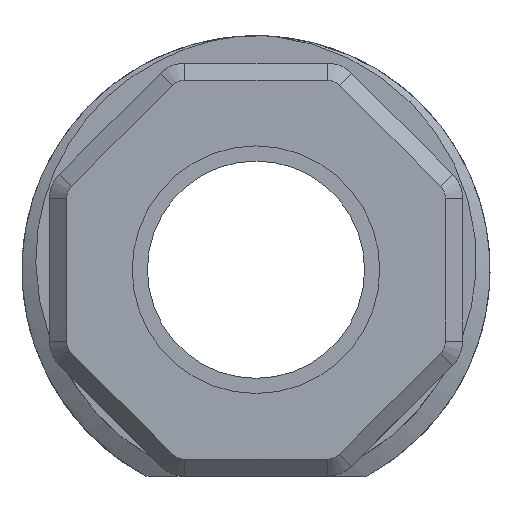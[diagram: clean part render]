
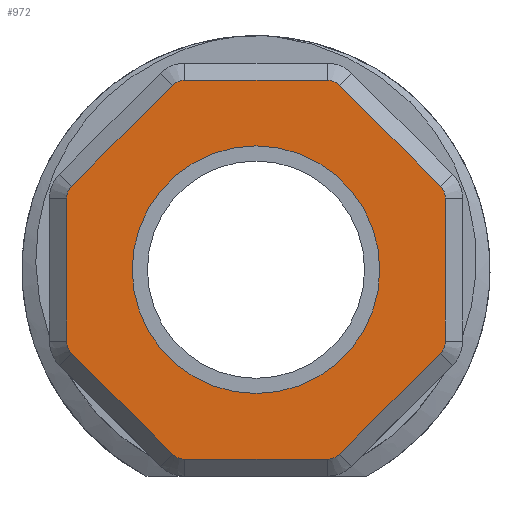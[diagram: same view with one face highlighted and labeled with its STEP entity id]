
A CAD part, front view. The second image highlights one B-rep face of the part: STEP entity #972.
In plain terms, the highlighted planar face has unit normal (0, -1, 0).
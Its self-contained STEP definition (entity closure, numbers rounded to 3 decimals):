
#56=FACE_BOUND('',#205,.T.);
#76=CIRCLE('',#1024,1.);
#78=CIRCLE('',#1028,1.);
#80=CIRCLE('',#1032,1.);
#82=CIRCLE('',#1036,1.);
#84=CIRCLE('',#1040,1.);
#86=CIRCLE('',#1044,1.);
#88=CIRCLE('',#1048,1.);
#90=CIRCLE('',#1052,1.);
#95=CIRCLE('',#1066,7.254);
#145=FACE_OUTER_BOUND('',#204,.T.);
#204=EDGE_LOOP('',(#727,#728,#729,#730,#731,#732,#733,#734,#735,#736,#737,
#738,#739,#740,#741,#742));
#205=EDGE_LOOP('',(#743));
#243=LINE('',#1369,#319);
#248=LINE('',#1383,#324);
#252=LINE('',#1395,#328);
#256=LINE('',#1407,#332);
#260=LINE('',#1419,#336);
#264=LINE('',#1431,#340);
#268=LINE('',#1443,#344);
#272=LINE('',#1455,#348);
#319=VECTOR('',#1114,10.);
#324=VECTOR('',#1127,10.);
#328=VECTOR('',#1139,10.);
#332=VECTOR('',#1151,10.);
#336=VECTOR('',#1163,10.);
#340=VECTOR('',#1175,10.);
#344=VECTOR('',#1187,10.);
#348=VECTOR('',#1199,10.);
#395=VERTEX_POINT('',#1366);
#396=VERTEX_POINT('',#1368);
#399=VERTEX_POINT('',#1376);
#401=VERTEX_POINT('',#1381);
#403=VERTEX_POINT('',#1388);
#405=VERTEX_POINT('',#1393);
#407=VERTEX_POINT('',#1400);
#409=VERTEX_POINT('',#1405);
#411=VERTEX_POINT('',#1412);
#413=VERTEX_POINT('',#1417);
#415=VERTEX_POINT('',#1424);
#417=VERTEX_POINT('',#1429);
#419=VERTEX_POINT('',#1436);
#421=VERTEX_POINT('',#1441);
#423=VERTEX_POINT('',#1448);
#425=VERTEX_POINT('',#1453);
#436=VERTEX_POINT('',#1497);
#485=EDGE_CURVE('',#395,#396,#243,.T.);
#490=EDGE_CURVE('',#399,#395,#76,.T.);
#492=EDGE_CURVE('',#401,#399,#248,.T.);
#496=EDGE_CURVE('',#403,#401,#78,.T.);
#498=EDGE_CURVE('',#405,#403,#252,.T.);
#502=EDGE_CURVE('',#407,#405,#80,.T.);
#504=EDGE_CURVE('',#409,#407,#256,.T.);
#508=EDGE_CURVE('',#411,#409,#82,.T.);
#510=EDGE_CURVE('',#413,#411,#260,.T.);
#514=EDGE_CURVE('',#415,#413,#84,.T.);
#516=EDGE_CURVE('',#417,#415,#264,.T.);
#520=EDGE_CURVE('',#419,#417,#86,.T.);
#522=EDGE_CURVE('',#421,#419,#268,.T.);
#526=EDGE_CURVE('',#423,#421,#88,.T.);
#528=EDGE_CURVE('',#425,#423,#272,.T.);
#531=EDGE_CURVE('',#396,#425,#90,.T.);
#550=EDGE_CURVE('',#436,#436,#95,.T.);
#727=ORIENTED_EDGE('',*,*,#485,.F.);
#728=ORIENTED_EDGE('',*,*,#490,.F.);
#729=ORIENTED_EDGE('',*,*,#492,.F.);
#730=ORIENTED_EDGE('',*,*,#496,.F.);
#731=ORIENTED_EDGE('',*,*,#498,.F.);
#732=ORIENTED_EDGE('',*,*,#502,.F.);
#733=ORIENTED_EDGE('',*,*,#504,.F.);
#734=ORIENTED_EDGE('',*,*,#508,.F.);
#735=ORIENTED_EDGE('',*,*,#510,.F.);
#736=ORIENTED_EDGE('',*,*,#514,.F.);
#737=ORIENTED_EDGE('',*,*,#516,.F.);
#738=ORIENTED_EDGE('',*,*,#520,.F.);
#739=ORIENTED_EDGE('',*,*,#522,.F.);
#740=ORIENTED_EDGE('',*,*,#526,.F.);
#741=ORIENTED_EDGE('',*,*,#528,.F.);
#742=ORIENTED_EDGE('',*,*,#531,.F.);
#743=ORIENTED_EDGE('',*,*,#550,.T.);
#934=PLANE('',#1065);
#972=ADVANCED_FACE('',(#145,#56),#934,.F.);
#1024=AXIS2_PLACEMENT_3D('',#1378,#1122,#1123);
#1028=AXIS2_PLACEMENT_3D('',#1390,#1134,#1135);
#1032=AXIS2_PLACEMENT_3D('',#1402,#1146,#1147);
#1036=AXIS2_PLACEMENT_3D('',#1414,#1158,#1159);
#1040=AXIS2_PLACEMENT_3D('',#1426,#1170,#1171);
#1044=AXIS2_PLACEMENT_3D('',#1438,#1182,#1183);
#1048=AXIS2_PLACEMENT_3D('',#1450,#1194,#1195);
#1052=AXIS2_PLACEMENT_3D('',#1459,#1205,#1206);
#1065=AXIS2_PLACEMENT_3D('',#1496,#1245,#1246);
#1066=AXIS2_PLACEMENT_3D('',#1498,#1247,#1248);
#1114=DIRECTION('',(0.707,0.,-0.707));
#1122=DIRECTION('center_axis',(0.,1.,0.));
#1123=DIRECTION('ref_axis',(0.383,0.,0.924));
#1127=DIRECTION('',(1.,0.,0.));
#1134=DIRECTION('center_axis',(0.,1.,0.));
#1135=DIRECTION('ref_axis',(-0.383,0.,0.924));
#1139=DIRECTION('',(0.707,0.,0.707));
#1146=DIRECTION('center_axis',(0.,1.,0.));
#1147=DIRECTION('ref_axis',(-0.924,0.,0.383));
#1151=DIRECTION('',(0.,0.,1.));
#1158=DIRECTION('center_axis',(0.,1.,0.));
#1159=DIRECTION('ref_axis',(-0.924,0.,-0.383));
#1163=DIRECTION('',(-0.707,0.,0.707));
#1170=DIRECTION('center_axis',(0.,1.,0.));
#1171=DIRECTION('ref_axis',(-0.383,0.,-0.924));
#1175=DIRECTION('',(-1.,0.,0.));
#1182=DIRECTION('center_axis',(0.,1.,0.));
#1183=DIRECTION('ref_axis',(0.383,0.,-0.924));
#1187=DIRECTION('',(-0.707,0.,-0.707));
#1194=DIRECTION('center_axis',(0.,1.,0.));
#1195=DIRECTION('ref_axis',(0.924,0.,-0.383));
#1199=DIRECTION('',(0.,0.,-1.));
#1205=DIRECTION('center_axis',(0.,1.,0.));
#1206=DIRECTION('ref_axis',(0.924,0.,0.383));
#1245=DIRECTION('center_axis',(0.,1.,0.));
#1246=DIRECTION('ref_axis',(1.,0.,0.));
#1247=DIRECTION('center_axis',(0.,1.,0.));
#1248=DIRECTION('ref_axis',(1.,0.,0.));
#1366=CARTESIAN_POINT('',(4.891,-4.,10.807));
#1368=CARTESIAN_POINT('',(10.807,-4.,4.891));
#1369=CARTESIAN_POINT('',(9.621,-4.,6.077));
#1376=CARTESIAN_POINT('',(4.184,-4.,11.1));
#1378=CARTESIAN_POINT('Origin',(4.184,-4.,10.1));
#1381=CARTESIAN_POINT('',(-4.184,-4.,11.1));
#1383=CARTESIAN_POINT('',(2.506,-4.,11.1));
#1388=CARTESIAN_POINT('',(-4.891,-4.,10.807));
#1390=CARTESIAN_POINT('Origin',(-4.184,-4.,10.1));
#1393=CARTESIAN_POINT('',(-10.807,-4.,4.891));
#1395=CARTESIAN_POINT('',(-6.077,-4.,9.621));
#1400=CARTESIAN_POINT('',(-11.1,-4.,4.184));
#1402=CARTESIAN_POINT('Origin',(-10.1,-4.,4.184));
#1405=CARTESIAN_POINT('',(-11.1,-4.,-4.184));
#1407=CARTESIAN_POINT('',(-11.1,-4.,2.506));
#1412=CARTESIAN_POINT('',(-10.807,-4.,-4.891));
#1414=CARTESIAN_POINT('Origin',(-10.1,-4.,-4.184));
#1417=CARTESIAN_POINT('',(-4.891,-4.,-10.807));
#1419=CARTESIAN_POINT('',(-9.621,-4.,-6.077));
#1424=CARTESIAN_POINT('',(-4.184,-4.,-11.1));
#1426=CARTESIAN_POINT('Origin',(-4.184,-4.,-10.1));
#1429=CARTESIAN_POINT('',(4.184,-4.,-11.1));
#1431=CARTESIAN_POINT('',(-2.506,-4.,-11.1));
#1436=CARTESIAN_POINT('',(4.891,-4.,-10.807));
#1438=CARTESIAN_POINT('Origin',(4.184,-4.,-10.1));
#1441=CARTESIAN_POINT('',(10.807,-4.,-4.891));
#1443=CARTESIAN_POINT('',(6.077,-4.,-9.621));
#1448=CARTESIAN_POINT('',(11.1,-4.,-4.184));
#1450=CARTESIAN_POINT('Origin',(10.1,-4.,-4.184));
#1453=CARTESIAN_POINT('',(11.1,-4.,4.184));
#1455=CARTESIAN_POINT('',(11.1,-4.,-2.506));
#1459=CARTESIAN_POINT('Origin',(10.1,-4.,4.184));
#1496=CARTESIAN_POINT('Origin',(0.,-4.,0.));
#1497=CARTESIAN_POINT('',(-7.254,-4.,0.));
#1498=CARTESIAN_POINT('Origin',(0.,-4.,0.));
